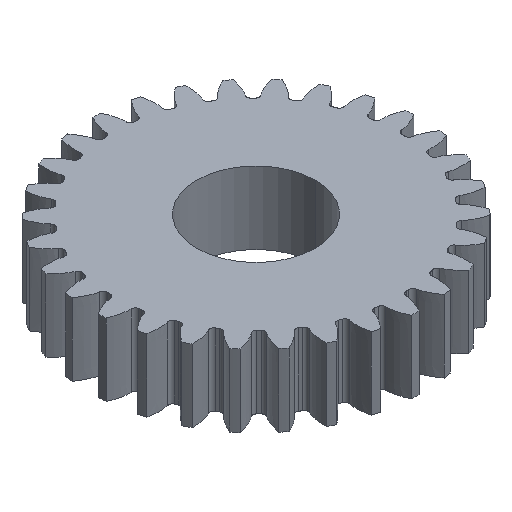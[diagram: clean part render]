
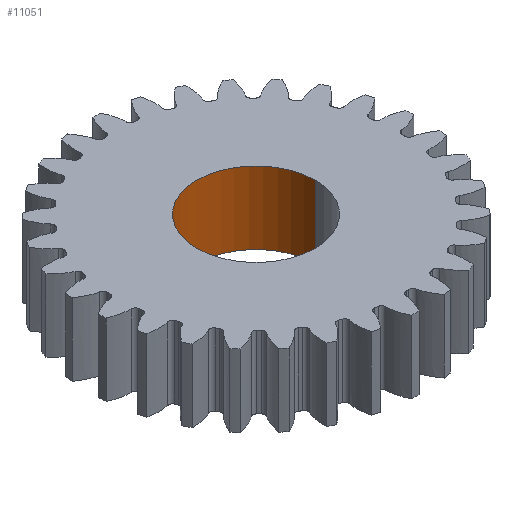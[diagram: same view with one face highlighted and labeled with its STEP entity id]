
A CAD part, isometric view. The second image highlights one B-rep face of the part: STEP entity #11051.
In plain terms, the highlighted cylindrical face has radius 2 mm (diameter 4 mm), a partial arc.
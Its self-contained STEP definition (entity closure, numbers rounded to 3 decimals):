
#10768=CARTESIAN_POINT('Axis2P3D Location',(0.,0.,2.45)) ;
#10772=CARTESIAN_POINT('Vertex',(2.,0.,2.45)) ;
#10774=CARTESIAN_POINT('Vertex',(-2.,0.,2.45)) ;
#11008=CARTESIAN_POINT('Vertex',(-2.,0.,0.)) ;
#11010=CARTESIAN_POINT('Vertex',(2.,0.,0.)) ;
#11013=CARTESIAN_POINT('Axis2P3D Location',(0.,0.,0.)) ;
#11023=CARTESIAN_POINT('Axis2P3D Location',(0.,0.,2.45)) ;
#11028=CARTESIAN_POINT('Line Origine',(2.,0.,2.45)) ;
#11033=CARTESIAN_POINT('Line Origine',(-2.,0.,2.45)) ;
#10769=DIRECTION('Axis2P3D Direction',(0.,0.,1.)) ;
#11014=DIRECTION('Axis2P3D Direction',(0.,0.,1.)) ;
#11024=DIRECTION('Axis2P3D Direction',(0.,0.,1.)) ;
#11025=DIRECTION('Axis2P3D XDirection',(1.,0.,0.)) ;
#11029=DIRECTION('Vector Direction',(0.,0.,1.)) ;
#11034=DIRECTION('Vector Direction',(0.,0.,1.)) ;
#10770=AXIS2_PLACEMENT_3D('Circle Axis2P3D',#10768,#10769,$) ;
#11015=AXIS2_PLACEMENT_3D('Circle Axis2P3D',#11013,#11014,$) ;
#11026=AXIS2_PLACEMENT_3D('Cylinder Axis2P3D',#11023,#11024,#11025) ;
#11046=ORIENTED_EDGE('',*,*,#10776,.T.) ;
#11047=ORIENTED_EDGE('',*,*,#11037,.F.) ;
#11048=ORIENTED_EDGE('',*,*,#11017,.F.) ;
#11049=ORIENTED_EDGE('',*,*,#11032,.T.) ;
#11030=VECTOR('Line Direction',#11029,1.) ;
#11035=VECTOR('Line Direction',#11034,1.) ;
#11051=ADVANCED_FACE('Corps principal',(#11050),#11027,.F.) ;
#10771=CIRCLE('generated circle',#10770,2.) ;
#11016=CIRCLE('generated circle',#11015,2.) ;
#11027=CYLINDRICAL_SURFACE('generated cylinder',#11026,2.) ;
#10776=EDGE_CURVE('',#10773,#10775,#10771,.T.) ;
#11017=EDGE_CURVE('',#11011,#11009,#11016,.T.) ;
#11032=EDGE_CURVE('',#11011,#10773,#11031,.T.) ;
#11037=EDGE_CURVE('',#11009,#10775,#11036,.T.) ;
#11045=EDGE_LOOP('',(#11046,#11047,#11048,#11049)) ;
#11050=FACE_OUTER_BOUND('',#11045,.T.) ;
#11031=LINE('Line',#11028,#11030) ;
#11036=LINE('Line',#11033,#11035) ;
#10773=VERTEX_POINT('',#10772) ;
#10775=VERTEX_POINT('',#10774) ;
#11009=VERTEX_POINT('',#11008) ;
#11011=VERTEX_POINT('',#11010) ;
